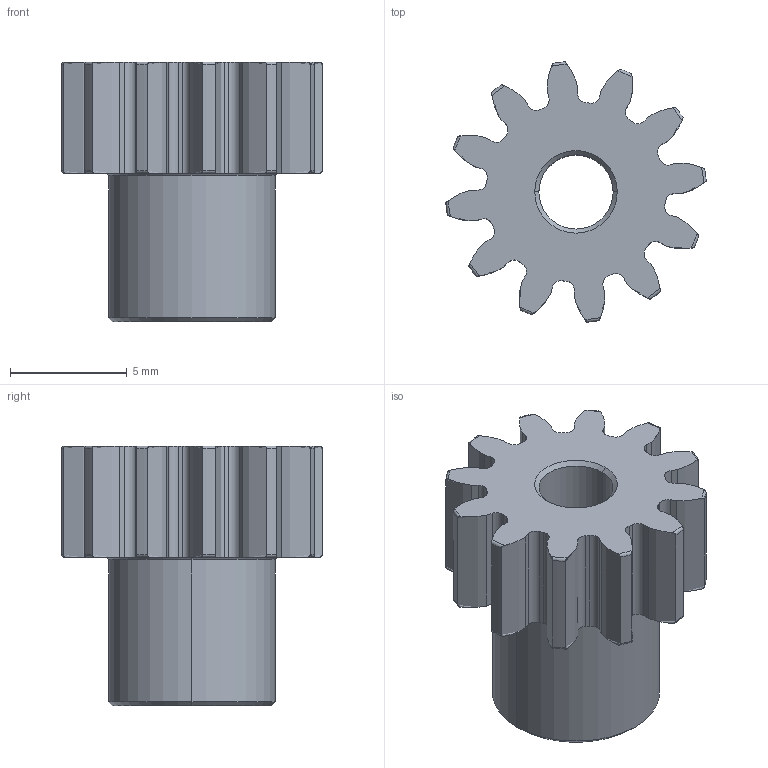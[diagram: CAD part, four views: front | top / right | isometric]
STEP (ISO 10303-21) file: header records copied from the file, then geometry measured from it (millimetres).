
FILE_DESCRIPTION (( 'STEP AP203' ), '1' );
FILE_NAME ('7880K25.step', '2015-09-21T19:10:49', ( '' ), ( '' ), 'SwSTEP 2.0', 'SolidWorks 2010', '' );
FILE_SCHEMA (( 'CONFIG_CONTROL_DESIGN' ));
Length unit declared in the file: inch
Products named in the file (1): 7880K25
Bounding box: 11.14 x 11.14 x 11.13 mm (x, y, z)
Volume: 501.4 mm3; surface area: 648.7 mm2
Topology: 1 solids, 1 shells, 135 faces, 388 edges, 256 vertices
Faces by surface type: cylinder 52, plane 27, torus 26, bspline 24, cone 6
Entity records: 5043 total; most frequent: CARTESIAN_POINT 1548, ORIENTED_EDGE 776, DIRECTION 654, EDGE_CURVE 388, VERTEX_POINT 256, AXIS2_PLACEMENT_3D 250, VECTOR 154, LINE 154
